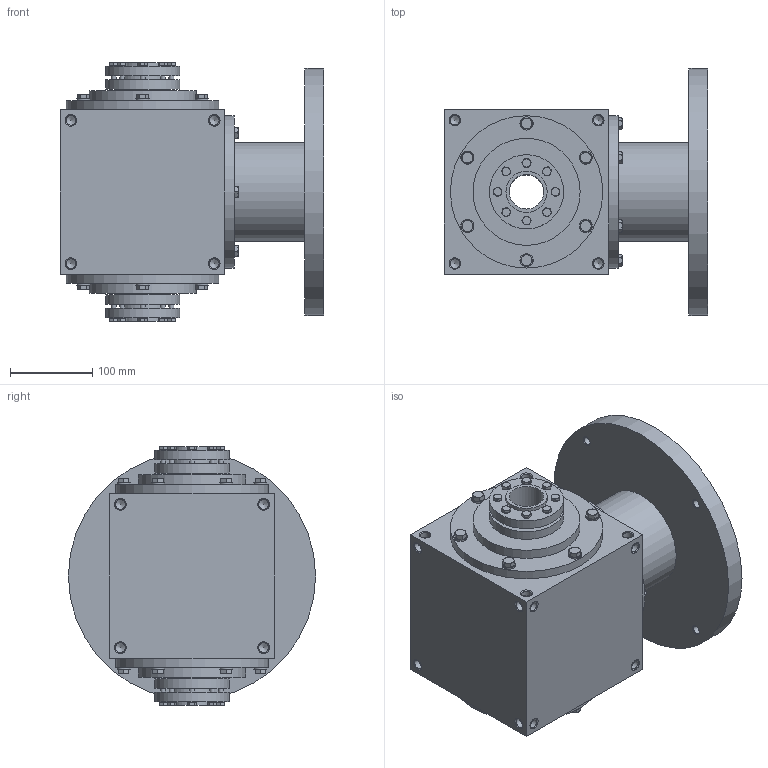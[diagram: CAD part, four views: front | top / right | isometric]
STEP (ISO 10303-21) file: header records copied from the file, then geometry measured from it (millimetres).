
FILE_DESCRIPTION( ( 'STEP AP214' ), '1' );
FILE_NAME( 'MRA200_MC2_R.1_2_132_B5.stp', '2018-08-16T08:54:50', ( '' ), ( '' ), ' ', 'PARTsolutions', ' ' );
FILE_SCHEMA( ( 'AUTOMOTIVE_DESIGN { 1 0 10303 214 1 1 1 1 }' ) );
Length unit declared in the file: millimetre
Products named in the file (6): MRA200_MC2_R.1/2_132/B5; _MRA20020-case; _MRX200_11-flange; _200-fl_screw; _RC_RR200-screw; _RA200-shrink_disk
Assembly tree (22 placements, depth 2):
  MRA200_MC2_R.1/2_132/B5
    _MRA20020-case
    _MRX200_11-flange
    _200-fl_screw  x6
    _RC_RR200-screw  x12
    _RA200-shrink_disk  x2
Bounding box: 320 x 300 x 314 mm (x, y, z)
Volume: 11272351.7 mm3; surface area: 661306.7 mm2
Topology: 22 solids, 22 shells, 699 faces, 1633 edges, 1009 vertices
Faces by surface type: plane 318, cone 260, cylinder 121
Full cylindrical faces by diameter (mm): 6 x16, 8.6 x16, 10.106 x4, 11.835 x48, 16 x12, 42 x2, 44 x1, 50 x4, 55 x2, 56 x3, 90 x4, 120 x1, 130 x2, 185 x3, 230 x1, 300 x1
Entity records: 11458 total; most frequent: CARTESIAN_POINT 1984, DIRECTION 1462, ORIENTED_EDGE 1164, AXIS2_PLACEMENT_3D 660, EDGE_CURVE 582, EDGE_LOOP 524, VERTEX_POINT 446, FACE_OUTER_BOUND 406
